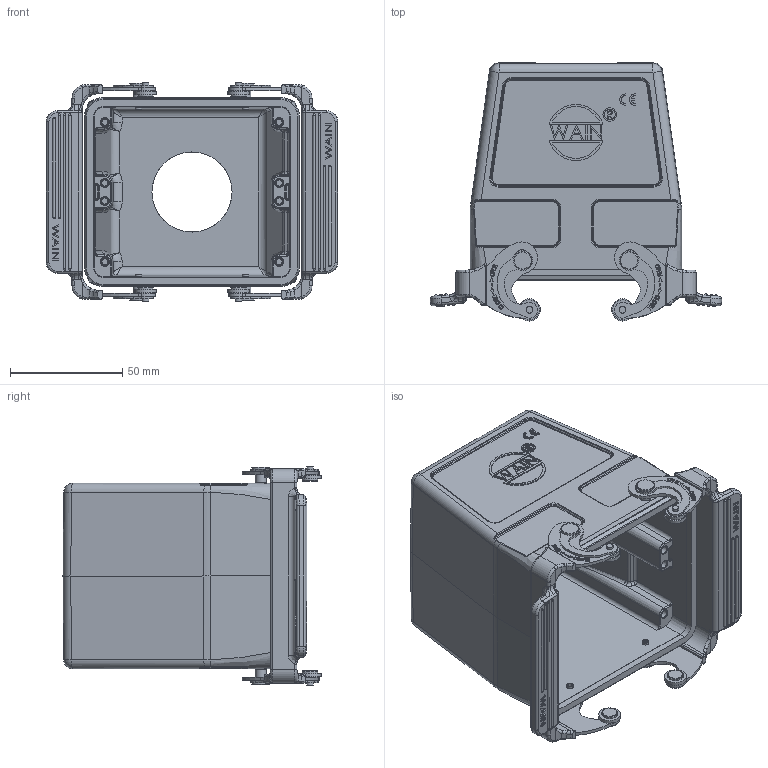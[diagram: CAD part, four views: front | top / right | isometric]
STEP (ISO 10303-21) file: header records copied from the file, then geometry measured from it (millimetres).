
FILE_DESCRIPTION(/* description */ (''),/* implementation_level */ '2;1');
FILE_NAME(/* name */ '3D_1240327411012_HV32B-CCT-2L_SC-PG29_V1.1.stp',/* time_stamp */ '2024-01-02T13:38:39+08:00',/* author */ (''),/* organization */ (''),/* preprocessor_version */ 'ST-DEVELOPER v18.1',/* originating_system */ 'SIEMENS PLM Software NX 1980',/* authorisation */ '');
FILE_SCHEMA (('AP203_CONFIGURATION_CONTROLLED_3D_DESIGN_OF_MECHANICAL_PARTS_AND_ASSEMBLIES_MIM_LF { 1 0 10303 403 2 1 2}'));
Products named in the file (1): 3D_1240327411004_HV32B-CCT-2L_SC-M32_V1.1_stp
Bounding box: 129.79 x 114.79 x 97 mm (x, y, z)
Volume: 189687.6 mm3; surface area: 97332.6 mm2
Topology: 10 solids, 10 shells, 1932 faces, 4861 edges, 3082 vertices
Faces by surface type: plane 849, cylinder 643, torus 134, bspline 132, extrusion 70, cone 66, sphere 38
Full cylindrical faces by diameter (mm): 1.893 x4, 2.74 x8, 2.959 x4, 3 x16, 3.5 x8, 4.8 x6, 4.9 x4, 5 x8, 6 x2, 7 x4, 8 x4, 9.8 x4, 35.6 x1
Entity records: 82934 total; most frequent: CARTESIAN_POINT 24742, ORIENTED_EDGE 9252, DIRECTION 9115, EDGE_CURVE 4626, AXIS2_PLACEMENT_3D 3289, VERTEX_POINT 2998, VECTOR 2537, LINE 2467
